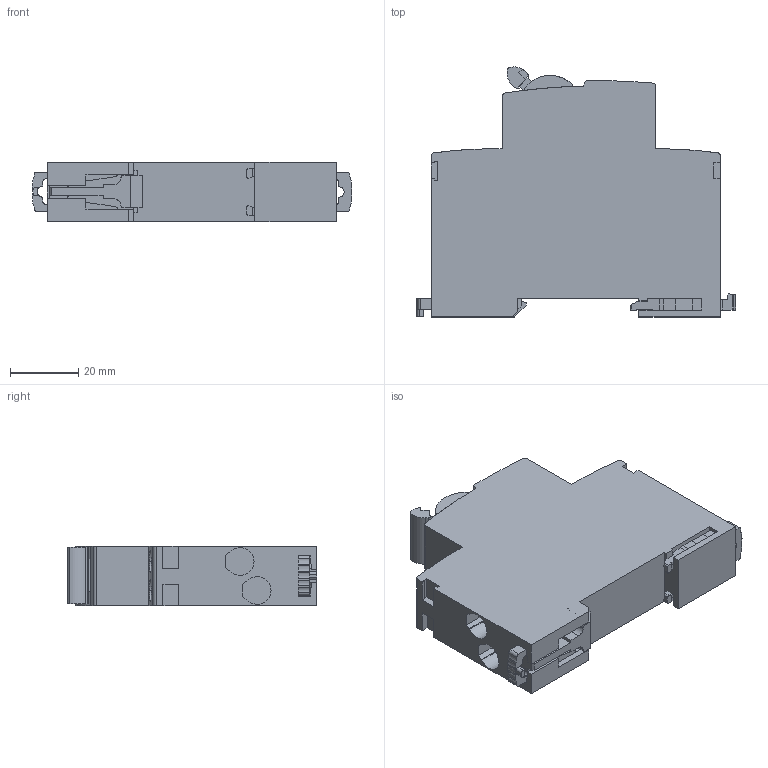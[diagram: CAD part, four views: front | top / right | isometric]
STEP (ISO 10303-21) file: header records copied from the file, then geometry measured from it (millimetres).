
FILE_DESCRIPTION((''),'2;1');
FILE_NAME('SB112454_3D-SIMPLIFIED_ASM','2017-09-11T',('mcordero'),(''),'PRO/ENGINEER BY PARAMETRIC TECHNOLOGY CORPORATION, 2014090','PRO/ENGINEER BY PARAMETRIC TECHNOLOGY CORPORATION, 2014090','');
FILE_SCHEMA(('CONFIG_CONTROL_DESIGN'));
Length unit declared in the file: inch
Products named in the file (6): CORPS; MANETTE; AGRAFE-HAUT; AGRAFE-BAS; CORPUS_ASM; SB112454_3D-SIMPLIFIED_ASM
Assembly tree (5 placements, depth 3):
  SB112454_3D-SIMPLIFIED_ASM
    CORPUS_ASM
      CORPS
      MANETTE
      AGRAFE-HAUT
      AGRAFE-BAS
Bounding box: 93.7 x 73.25 x 17.5 mm (x, y, z)
Volume: 80956.7 mm3; surface area: 21174 mm2
Topology: 4 solids, 4 shells, 377 faces, 1075 edges, 710 vertices
Faces by surface type: plane 298, cylinder 66, extrusion 13
Entity records: 12774 total; most frequent: CARTESIAN_POINT 2759, ORIENTED_EDGE 2150, DIRECTION 1913, EDGE_CURVE 1075, VECTOR 895, LINE 882, VERTEX_POINT 710, AXIS2_PLACEMENT_3D 509
